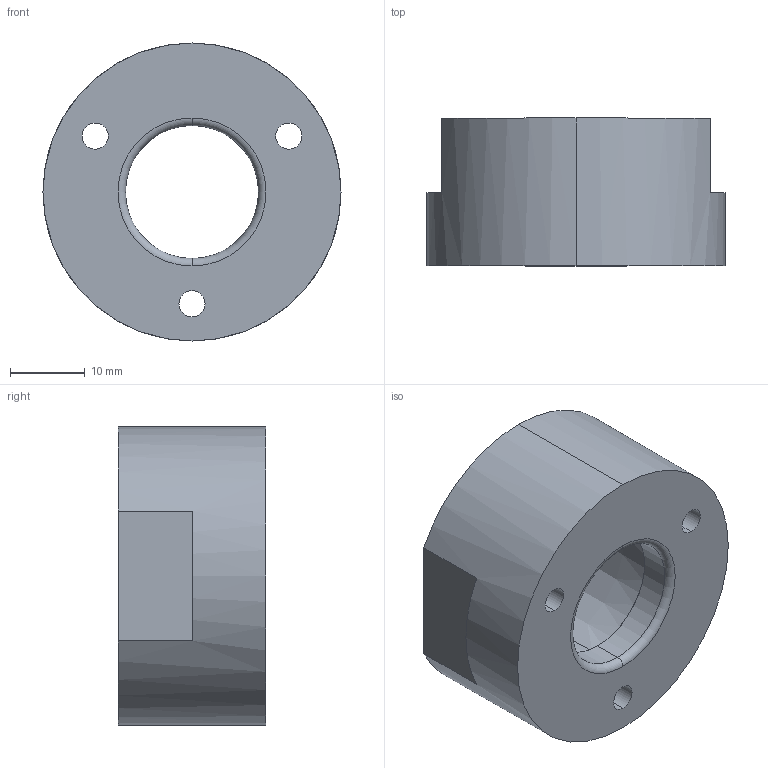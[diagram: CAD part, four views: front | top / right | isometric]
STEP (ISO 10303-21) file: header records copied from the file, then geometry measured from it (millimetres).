
FILE_DESCRIPTION (( 'STEP AP214' ), '1' );
FILE_NAME ('SZ-80NPT.step', '2016-10-25T14:47:17', ( '' ), ( '' ), 'SwSTEP 2.0', 'SolidWorks 2016', '' );
FILE_SCHEMA (( 'AUTOMOTIVE_DESIGN' ));
Length unit declared in the file: millimetre
Products named in the file (1): SZ-80NPT
Bounding box: 40 x 19.8 x 40 mm (x, y, z)
Volume: 16138.3 mm3; surface area: 6751.8 mm2
Topology: 1 solids, 1 shells, 34 faces, 78 edges, 50 vertices
Faces by surface type: cylinder 16, plane 10, cone 6, torus 2
Entity records: 1032 total; most frequent: DIRECTION 196, CARTESIAN_POINT 163, ORIENTED_EDGE 156, AXIS2_PLACEMENT_3D 83, EDGE_CURVE 78, VERTEX_POINT 50, CIRCLE 48, EDGE_LOOP 46
